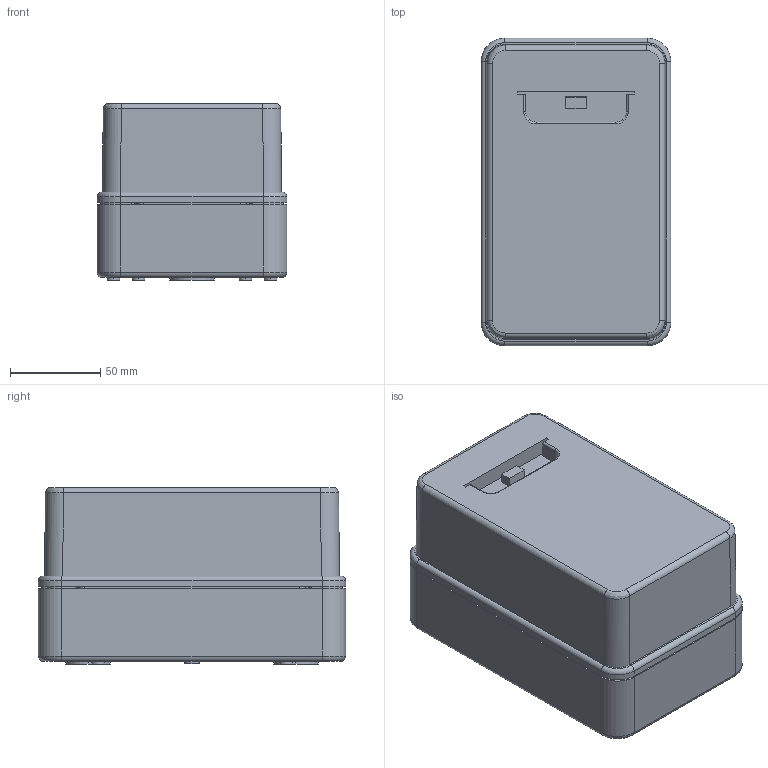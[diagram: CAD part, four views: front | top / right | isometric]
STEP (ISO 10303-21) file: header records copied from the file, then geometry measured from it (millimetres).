
FILE_DESCRIPTION((''),'2;1');
FILE_NAME('GW40001_ASM','2021-08-03T16:03:54',('user'),('Axiro Italia'),'CREO PARAMETRIC BY PTC INC, 2020354','CREO PARAMETRIC BY PTC INC, 2020354','');
FILE_SCHEMA(('CONFIG_CONTROL_DESIGN'));
Length unit declared in the file: millimetre
Products named in the file (4): GW40001_SCATOLA_OR; GW40001_COPERCHIO_OR; GUIDA_DIN_4; GW40001_ASM
Assembly tree (3 placements, depth 2):
  GW40001_ASM
    GW40001_SCATOLA_OR
    GW40001_COPERCHIO_OR
    GUIDA_DIN_4
Bounding box: 105 x 170 x 97.85 mm (x, y, z)
Volume: 470308.6 mm3; surface area: 219779.4 mm2
Topology: 3 solids, 4 shells, 851 faces, 2245 edges, 1454 vertices
Faces by surface type: plane 546, cylinder 183, cone 84, torus 34, bspline 4
Entity records: 26806 total; most frequent: CARTESIAN_POINT 5370, ORIENTED_EDGE 4490, DIRECTION 4391, EDGE_CURVE 2245, VECTOR 1587, LINE 1587, VERTEX_POINT 1454, AXIS2_PLACEMENT_3D 1402
